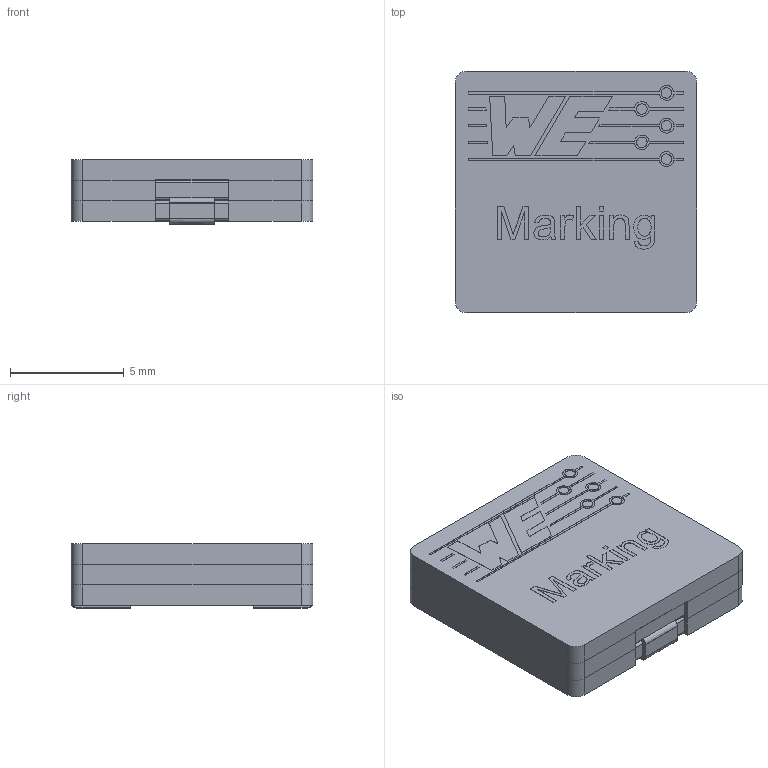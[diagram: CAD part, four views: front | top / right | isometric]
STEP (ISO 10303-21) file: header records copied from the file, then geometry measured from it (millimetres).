
FILE_DESCRIPTION( ( 'Unknown' ), '1' );
FILE_NAME( '744323x.stp', 'Unknown', ( 'Unknown' ), ( 'Unknown' ), 'XStep 1.0', 'Unknown', ' ' );
FILE_SCHEMA( ( 'automotive_design' ) );
Length unit declared in the file: millimetre
Products named in the file (4): Assem1; Gehäuse; Boden; Spule
Bounding box: 10.6 x 10.6 x 2.81 mm (x, y, z)
Surface area: 1836.8 mm2
Topology: 6 solids, 6 shells, 506 faces, 1294 edges, 852 vertices
Faces by surface type: plane 358, extrusion 62, bspline 44, cylinder 42
Full cylindrical faces by diameter (mm): 3.4 x2
Entity records: 10842 total; most frequent: CARTESIAN_POINT 3730, ORIENTED_EDGE 1280, DIRECTION 839, EDGE_CURVE 640, VERTEX_POINT 426, VECTOR 371, LINE 340, B_SPLINE_CURVE_WITH_KNOTS 295
